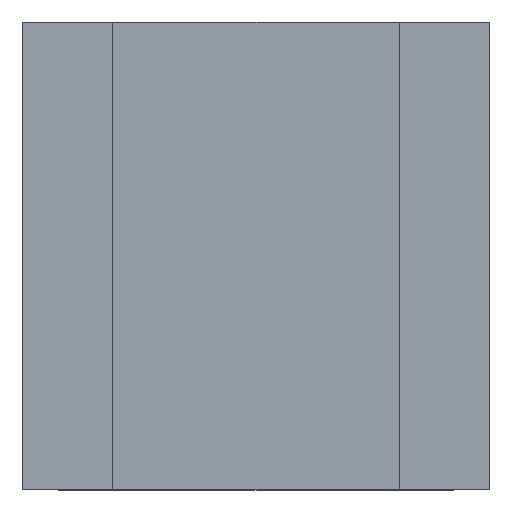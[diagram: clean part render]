
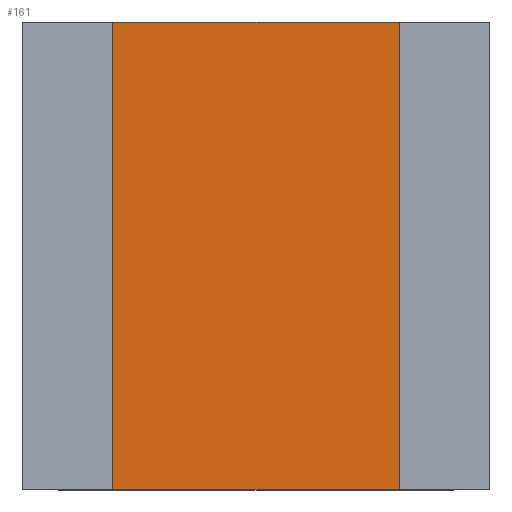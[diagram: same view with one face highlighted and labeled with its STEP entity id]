
A CAD part, top view. The second image highlights one B-rep face of the part: STEP entity #161.
In plain terms, the highlighted planar face has unit normal (0, 0, 1).
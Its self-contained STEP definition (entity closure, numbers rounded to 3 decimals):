
#145=EDGE_CURVE('',#189,#155,#293,.T.);
#147=EDGE_CURVE('',#169,#155,#295,.T.);
#155=VERTEX_POINT('',#306);
#159=EDGE_CURVE('',#197,#169,#311,.T.);
#161=ADVANCED_FACE('',(#313),#314,.T.);
#169=VERTEX_POINT('',#322);
#187=EDGE_CURVE('',#189,#197,#341,.T.);
#189=VERTEX_POINT('',#343);
#197=VERTEX_POINT('',#351);
#293=LINE('',#461,#462);
#295=LINE('',#465,#466);
#306=CARTESIAN_POINT('',(9.8,-16.0,12.0));
#311=LINE('',#483,#484);
#313=FACE_OUTER_BOUND('',#486,.T.);
#314=PLANE('',#487);
#322=CARTESIAN_POINT('',(-9.8,-16.0,12.0));
#341=LINE('',#529,#530);
#343=CARTESIAN_POINT('',(9.8,16.0,12.0));
#351=CARTESIAN_POINT('',(-9.8,16.0,12.0));
#461=CARTESIAN_POINT('',(9.8,0.,12.0));
#462=VECTOR('',#643,1.0);
#465=CARTESIAN_POINT('',(9.8,-16.0,12.0));
#466=VECTOR('',#644,1.0);
#483=CARTESIAN_POINT('',(-9.8,0.,12.0));
#484=VECTOR('',#677,1.0);
#486=EDGE_LOOP('',(#679,#680,#681,#682));
#487=AXIS2_PLACEMENT_3D('',#683,#684,#685);
#529=CARTESIAN_POINT('',(9.8,16.0,12.0));
#530=VECTOR('',#701,1.0);
#643=DIRECTION('',(0.0,-1.0,0.));
#644=DIRECTION('',(1.0,0.0,0.0));
#677=DIRECTION('',(0.0,-1.0,0.));
#679=ORIENTED_EDGE('',*,*,#147,.T.);
#680=ORIENTED_EDGE('',*,*,#145,.F.);
#681=ORIENTED_EDGE('',*,*,#187,.T.);
#682=ORIENTED_EDGE('',*,*,#159,.T.);
#683=CARTESIAN_POINT('',(-9.8,0.,12.0));
#684=DIRECTION('',(0.0,0.,1.0));
#685=DIRECTION('',(0.0,-1.0,0.));
#701=DIRECTION('',(-1.0,0.0,0.0));
